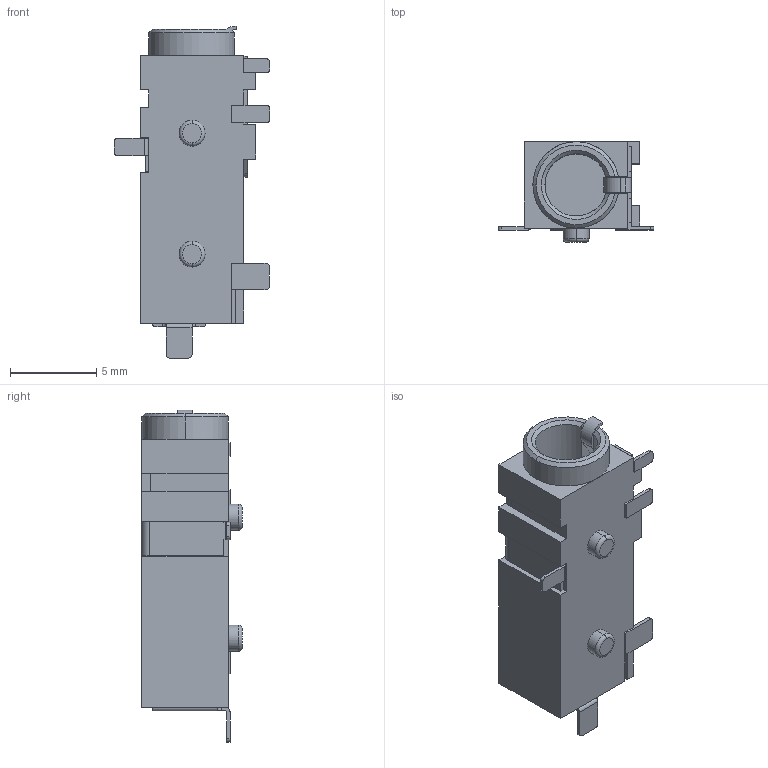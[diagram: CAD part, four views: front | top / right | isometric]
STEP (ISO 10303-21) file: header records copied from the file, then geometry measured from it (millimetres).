
FILE_DESCRIPTION (( 'STEP AP214' ), '1' );
FILE_NAME ('Audio Jack Connector 3.5mm Surface Mount.STEP', '2022-07-19T10:45:43', ( '' ), ( '' ), 'SwSTEP 2.0', 'SolidWorks 2021', '' );
FILE_SCHEMA (( 'AUTOMOTIVE_DESIGN' ));
Length unit declared in the file: millimetre
Products named in the file (1): Audio Jack Connector 3.5mm Surface Mount
Bounding box: 9.02 x 5.8 x 19.21 mm (x, y, z)
Volume: 341.1 mm3; surface area: 888.2 mm2
Topology: 7 solids, 7 shells, 233 faces, 638 edges, 421 vertices
Faces by surface type: plane 188, cylinder 37, torus 4, cone 3, bspline 1
Entity records: 7647 total; most frequent: CARTESIAN_POINT 1366, ORIENTED_EDGE 1276, DIRECTION 1165, EDGE_CURVE 638, VECTOR 541, LINE 541, VERTEX_POINT 421, AXIS2_PLACEMENT_3D 312
